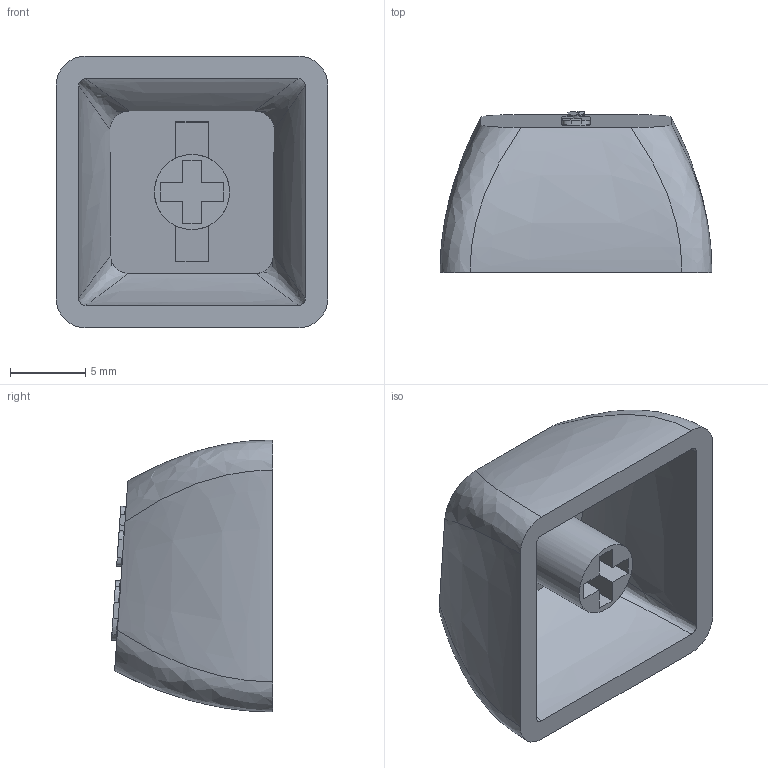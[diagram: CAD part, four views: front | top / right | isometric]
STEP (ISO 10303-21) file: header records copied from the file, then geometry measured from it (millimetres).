
FILE_DESCRIPTION(/* description */ (''),/* implementation_level */ '2;1');
FILE_NAME(/* name */ '9.step',/* time_stamp */ '2022-04-14T16:49:47-03:00',/* author */ (''),/* organization */ (''),/* preprocessor_version */ 'ST-DEVELOPER v18.1',/* originating_system */ 'Autodesk Translation Framework v10.14.0.1471',/* authorisation */ '');
FILE_SCHEMA (('AUTOMOTIVE_DESIGN { 1 0 10303 214 3 1 1 }'));
Length unit declared in the file: millimetre
Products named in the file (1): 9
Bounding box: 18.1 x 10.72 x 18.1 mm (x, y, z)
Volume: 1161 mm3; surface area: 1845.3 mm2
Topology: 2 solids, 2 shells, 159 faces, 452 edges, 301 vertices
Faces by surface type: bspline 82, plane 76, cylinder 1
Full cylindrical faces by diameter (mm): 5 x1
Entity records: 7135 total; most frequent: CARTESIAN_POINT 3552, ORIENTED_EDGE 904, EDGE_CURVE 452, DIRECTION 437, VERTEX_POINT 301, LINE 253, VECTOR 253, B_SPLINE_CURVE_WITH_KNOTS 185
